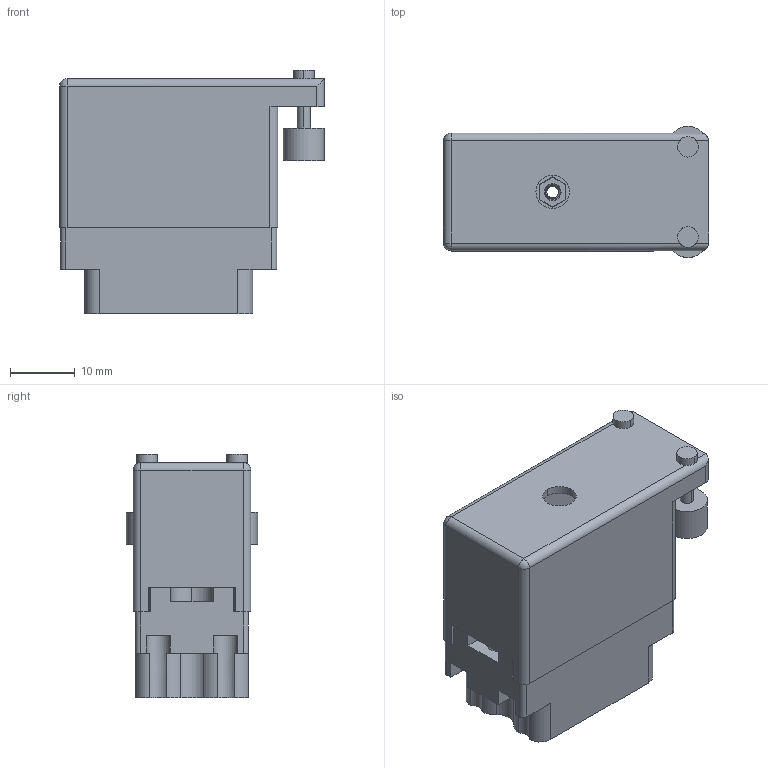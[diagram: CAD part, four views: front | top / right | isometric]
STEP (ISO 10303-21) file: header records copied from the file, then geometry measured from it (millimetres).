
FILE_DESCRIPTION (( 'STEP AP203' ), '1' );
FILE_NAME ('519-014-000-326.STEP', '2020-03-02T19:43:02', ( '' ), ( '' ), 'SwSTEP 2.0', 'SolidWorks 2016', '' );
FILE_SCHEMA (( 'CONFIG_CONTROL_DESIGN' ));
Length unit declared in the file: inch
Products named in the file (4): 519 Plug Insulator_014; 519-014-000-326; 516-230-001_Plastic - 020 Side Entry; 516-252-025-100_516-252-025-100
Assembly tree (3 placements, depth 2):
  519-014-000-326
    519 Plug Insulator_014
    516-252-025-100_516-252-025-100
    516-230-001_Plastic - 020 Side Entry
Bounding box: 40.87 x 20.24 x 37.52 mm (x, y, z)
Volume: 8905.1 mm3; surface area: 12506 mm2
Topology: 3 solids, 3 shells, 612 faces, 1766 edges, 1167 vertices
Faces by surface type: plane 369, cylinder 227, cone 11, bspline 3, sphere 2
Entity records: 23190 total; most frequent: CARTESIAN_POINT 6291, ORIENTED_EDGE 3528, DIRECTION 3421, EDGE_CURVE 1764, VECTOR 1213, LINE 1213, VERTEX_POINT 1167, AXIS2_PLACEMENT_3D 1104
